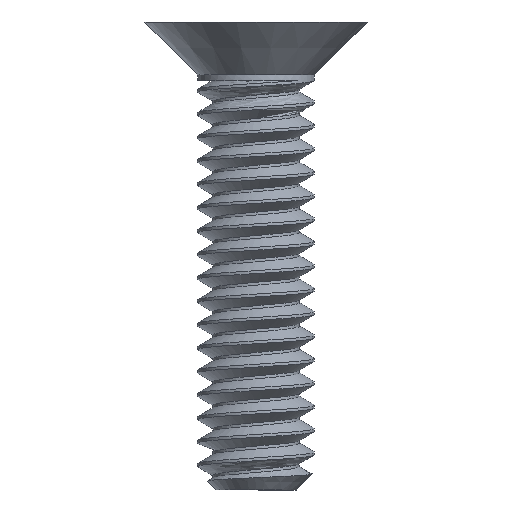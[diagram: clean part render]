
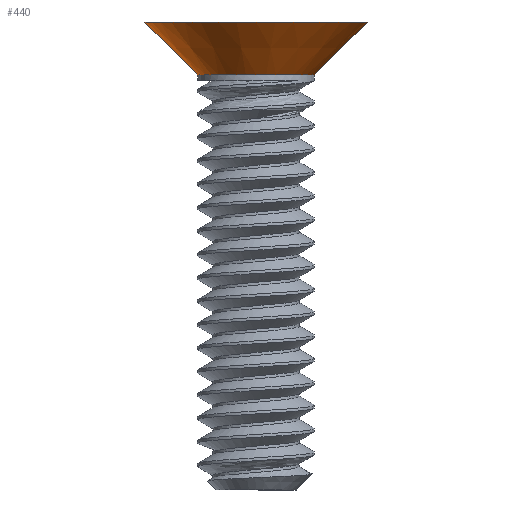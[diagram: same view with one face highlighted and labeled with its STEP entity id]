
A CAD part, left-side view. The second image highlights one B-rep face of the part: STEP entity #440.
In plain terms, the highlighted conical face has half-angle 45 degrees and reference radius 1 mm.
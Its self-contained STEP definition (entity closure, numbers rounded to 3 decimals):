
#198 = CARTESIAN_POINT ( 'NONE',  ( 0., 1., 0.3 ) ) ;
#204 = DIRECTION ( 'NONE',  ( 0., -1., 0. ) ) ;
#208 = CONICAL_SURFACE ( 'NONE', #4143, 1., 0.785 ) ;
#314 = VERTEX_POINT ( 'NONE', #3497 ) ;
#440 = ADVANCED_FACE ( 'NONE', ( #2938 ), #208, .T. ) ;
#602 = DIRECTION ( 'NONE',  ( 0., 0., 1. ) ) ;
#720 = DIRECTION ( 'NONE',  ( 0., 0., -1. ) ) ;
#872 = CARTESIAN_POINT ( 'NONE',  ( 0., 1.9, 1.2 ) ) ;
#902 = DIRECTION ( 'NONE',  ( 0., 0.707, 0.707 ) ) ;
#1109 = EDGE_CURVE ( 'NONE', #2222, #314, #2406, .T. ) ;
#1492 = ORIENTED_EDGE ( 'NONE', *, *, #1674, .F. ) ;
#1632 = CARTESIAN_POINT ( 'NONE',  ( 0., 0., 1.2 ) ) ;
#1674 = EDGE_CURVE ( 'NONE', #3302, #314, #4059, .T. ) ;
#1722 = EDGE_CURVE ( 'NONE', #4333, #3302, #1962, .T. ) ;
#1870 = ORIENTED_EDGE ( 'NONE', *, *, #1109, .T. ) ;
#1962 = LINE ( 'NONE', #198, #4276 ) ;
#2092 = DIRECTION ( 'NONE',  ( 0., -0.707, 0.707 ) ) ;
#2119 = CARTESIAN_POINT ( 'NONE',  ( 0., 0., 0.3 ) ) ;
#2222 = VERTEX_POINT ( 'NONE', #4355 ) ;
#2294 = DIRECTION ( 'NONE',  ( 0., 0., 1. ) ) ;
#2406 = LINE ( 'NONE', #2424, #3236 ) ;
#2424 = CARTESIAN_POINT ( 'NONE',  ( 0., -1., 0.3 ) ) ;
#2485 = EDGE_LOOP ( 'NONE', ( #3840, #3313, #1870, #1492 ) ) ;
#2741 = EDGE_CURVE ( 'NONE', #2222, #4333, #2960, .T. ) ;
#2938 = FACE_OUTER_BOUND ( 'NONE', #2485, .T. ) ;
#2960 = CIRCLE ( 'NONE', #4281, 1. ) ;
#2987 = DIRECTION ( 'NONE',  ( 0., -1., 0. ) ) ;
#3173 = DIRECTION ( 'NONE',  ( 0., 1., 0. ) ) ;
#3236 = VECTOR ( 'NONE', #2092, 1000. ) ;
#3302 = VERTEX_POINT ( 'NONE', #872 ) ;
#3313 = ORIENTED_EDGE ( 'NONE', *, *, #2741, .F. ) ;
#3497 = CARTESIAN_POINT ( 'NONE',  ( 0., -1.9, 1.2 ) ) ;
#3748 = CARTESIAN_POINT ( 'NONE',  ( 0., 1., 0.3 ) ) ;
#3840 = ORIENTED_EDGE ( 'NONE', *, *, #1722, .F. ) ;
#4059 = CIRCLE ( 'NONE', #4202, 1.9 ) ;
#4143 = AXIS2_PLACEMENT_3D ( 'NONE', #4438, #2294, #204 ) ;
#4202 = AXIS2_PLACEMENT_3D ( 'NONE', #1632, #602, #2987 ) ;
#4276 = VECTOR ( 'NONE', #902, 1000. ) ;
#4281 = AXIS2_PLACEMENT_3D ( 'NONE', #2119, #720, #3173 ) ;
#4333 = VERTEX_POINT ( 'NONE', #3748 ) ;
#4355 = CARTESIAN_POINT ( 'NONE',  ( 0., -1., 0.3 ) ) ;
#4438 = CARTESIAN_POINT ( 'NONE',  ( 0., 0., 0.3 ) ) ;
